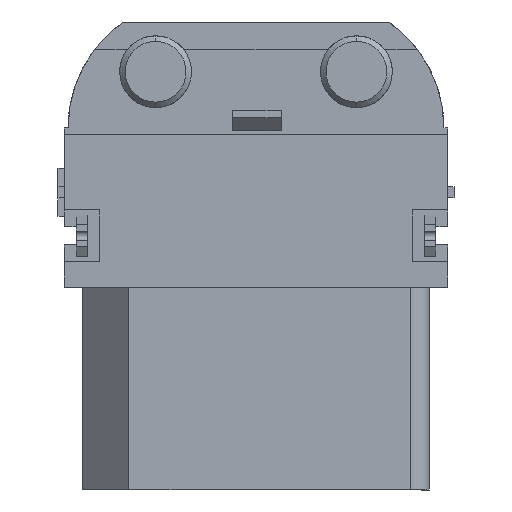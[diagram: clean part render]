
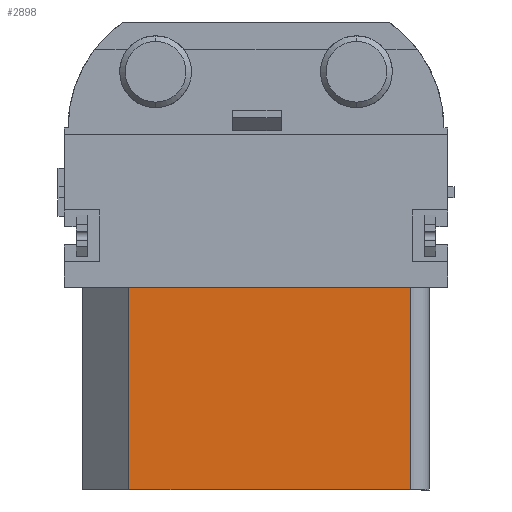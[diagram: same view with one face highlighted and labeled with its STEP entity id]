
A CAD part, front view. The second image highlights one B-rep face of the part: STEP entity #2898.
In plain terms, the highlighted planar face has unit normal (0, -1, 0).
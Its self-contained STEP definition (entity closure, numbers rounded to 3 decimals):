
#73 = CARTESIAN_POINT ( 'NONE',  ( -6.9, 1.1, -13.8 ) ) ;
#102 = VERTEX_POINT ( 'NONE', #73 ) ;
#116 = CARTESIAN_POINT ( 'NONE',  ( 8.4, 1.1, -2.8 ) ) ;
#286 = CARTESIAN_POINT ( 'NONE',  ( -6.9, 1.1, -13.8 ) ) ;
#402 = DIRECTION ( 'NONE',  ( 0., 0., 1. ) ) ;
#592 = VECTOR ( 'NONE', #4054, 1000. ) ;
#616 = DIRECTION ( 'NONE',  ( 0., 0., -1. ) ) ;
#644 = EDGE_CURVE ( 'NONE', #102, #5424, #1673, .T. ) ;
#952 = ORIENTED_EDGE ( 'NONE', *, *, #5664, .F. ) ;
#1040 = CARTESIAN_POINT ( 'NONE',  ( 8.4, 1.1, -13.8 ) ) ;
#1129 = LINE ( 'NONE', #1040, #3341 ) ;
#1590 = ORIENTED_EDGE ( 'NONE', *, *, #4034, .F. ) ;
#1673 = LINE ( 'NONE', #286, #2706 ) ;
#1855 = VERTEX_POINT ( 'NONE', #3616 ) ;
#2112 = ORIENTED_EDGE ( 'NONE', *, *, #5108, .F. ) ;
#2207 = LINE ( 'NONE', #5671, #3391 ) ;
#2706 = VECTOR ( 'NONE', #402, 1000. ) ;
#2898 = ADVANCED_FACE ( 'NONE', ( #4134 ), #3410, .F. ) ;
#3051 = DIRECTION ( 'NONE',  ( -1., 0., 0. ) ) ;
#3301 = VERTEX_POINT ( 'NONE', #5270 ) ;
#3341 = VECTOR ( 'NONE', #616, 1000. ) ;
#3373 = DIRECTION ( 'NONE',  ( -1., 0., 0. ) ) ;
#3391 = VECTOR ( 'NONE', #3051, 1000. ) ;
#3396 = DIRECTION ( 'NONE',  ( 0., 1., 0. ) ) ;
#3410 = PLANE ( 'NONE',  #4754 ) ;
#3545 = CARTESIAN_POINT ( 'NONE',  ( 8.4, 1.1, -13.8 ) ) ;
#3616 = CARTESIAN_POINT ( 'NONE',  ( 8.4, 1.1, -13.8 ) ) ;
#3844 = EDGE_LOOP ( 'NONE', ( #5212, #952, #1590, #2112 ) ) ;
#4034 = EDGE_CURVE ( 'NONE', #3301, #1855, #1129, .T. ) ;
#4036 = CARTESIAN_POINT ( 'NONE',  ( -6.9, 1.1, -2.8 ) ) ;
#4054 = DIRECTION ( 'NONE',  ( 1., 0., 0. ) ) ;
#4134 = FACE_OUTER_BOUND ( 'NONE', #3844, .T. ) ;
#4754 = AXIS2_PLACEMENT_3D ( 'NONE', #3545, #3396, #3373 ) ;
#5108 = EDGE_CURVE ( 'NONE', #5424, #3301, #5120, .T. ) ;
#5120 = LINE ( 'NONE', #116, #592 ) ;
#5212 = ORIENTED_EDGE ( 'NONE', *, *, #644, .F. ) ;
#5270 = CARTESIAN_POINT ( 'NONE',  ( 8.4, 1.1, -2.8 ) ) ;
#5424 = VERTEX_POINT ( 'NONE', #4036 ) ;
#5664 = EDGE_CURVE ( 'NONE', #1855, #102, #2207, .T. ) ;
#5671 = CARTESIAN_POINT ( 'NONE',  ( 8.4, 1.1, -13.8 ) ) ;
